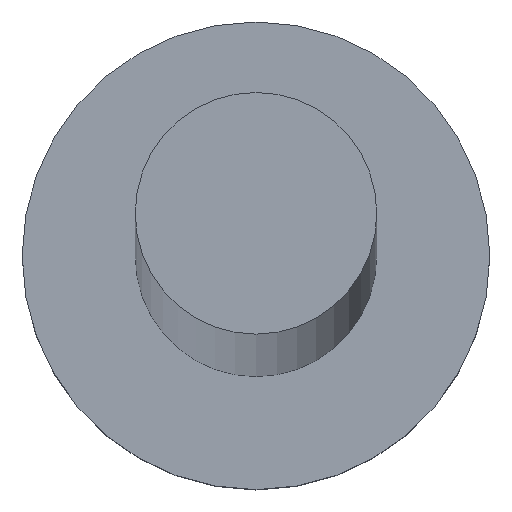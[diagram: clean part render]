
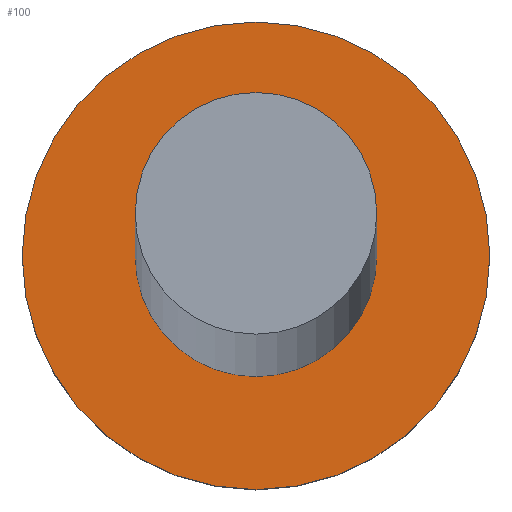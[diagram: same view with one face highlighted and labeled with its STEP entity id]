
A CAD part, top view. The second image highlights one B-rep face of the part: STEP entity #100.
In plain terms, the highlighted planar face has unit normal (0, 0, 1).
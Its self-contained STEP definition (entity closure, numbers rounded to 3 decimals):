
#21 = CARTESIAN_POINT ( 'NONE',  ( 0., 0., 5. ) ) ;
#22 = FACE_BOUND ( 'NONE', #243, .T. ) ;
#24 = CARTESIAN_POINT ( 'NONE',  ( 0., 0., 5. ) ) ;
#36 = EDGE_CURVE ( 'NONE', #245, #162, #158, .T. ) ;
#38 = FACE_OUTER_BOUND ( 'NONE', #229, .T. ) ;
#44 = ORIENTED_EDGE ( 'NONE', *, *, #124, .T. ) ;
#47 = VERTEX_POINT ( 'NONE', #255 ) ;
#56 = CARTESIAN_POINT ( 'NONE',  ( -6., 0., 5. ) ) ;
#71 = DIRECTION ( 'NONE',  ( 0., 0., 1. ) ) ;
#76 = DIRECTION ( 'NONE',  ( 0., 0., 1. ) ) ;
#77 = DIRECTION ( 'NONE',  ( 0., 0., 1. ) ) ;
#93 = DIRECTION ( 'NONE',  ( 0., 0., 1. ) ) ;
#97 = PLANE ( 'NONE',  #179 ) ;
#100 = ADVANCED_FACE ( 'NONE', ( #22, #38 ), #97, .T. ) ;
#101 = ORIENTED_EDGE ( 'NONE', *, *, #111, .F. ) ;
#105 = CIRCLE ( 'NONE', #205, 3.1 ) ;
#107 = VERTEX_POINT ( 'NONE', #171 ) ;
#111 = EDGE_CURVE ( 'NONE', #107, #47, #105, .T. ) ;
#116 = CARTESIAN_POINT ( 'NONE',  ( 0., 0., 5. ) ) ;
#120 = DIRECTION ( 'NONE',  ( 1., 0., 0. ) ) ;
#122 = ORIENTED_EDGE ( 'NONE', *, *, #150, .F. ) ;
#124 = EDGE_CURVE ( 'NONE', #162, #245, #250, .T. ) ;
#129 = CARTESIAN_POINT ( 'NONE',  ( 6., 0., 5. ) ) ;
#132 = CARTESIAN_POINT ( 'NONE',  ( 0., 0., 5. ) ) ;
#135 = AXIS2_PLACEMENT_3D ( 'NONE', #153, #77, #192 ) ;
#150 = EDGE_CURVE ( 'NONE', #47, #107, #218, .T. ) ;
#153 = CARTESIAN_POINT ( 'NONE',  ( 0., 0., 5. ) ) ;
#158 = CIRCLE ( 'NONE', #165, 6. ) ;
#162 = VERTEX_POINT ( 'NONE', #56 ) ;
#165 = AXIS2_PLACEMENT_3D ( 'NONE', #21, #93, #239 ) ;
#171 = CARTESIAN_POINT ( 'NONE',  ( -3.1, 0., 5. ) ) ;
#179 = AXIS2_PLACEMENT_3D ( 'NONE', #132, #76, #120 ) ;
#192 = DIRECTION ( 'NONE',  ( 1., 0., 0. ) ) ;
#194 = DIRECTION ( 'NONE',  ( 0., 0., 1. ) ) ;
#201 = ORIENTED_EDGE ( 'NONE', *, *, #36, .T. ) ;
#205 = AXIS2_PLACEMENT_3D ( 'NONE', #116, #71, #232 ) ;
#218 = CIRCLE ( 'NONE', #246, 3.1 ) ;
#229 = EDGE_LOOP ( 'NONE', ( #44, #201 ) ) ;
#232 = DIRECTION ( 'NONE',  ( 1., 0., 0. ) ) ;
#239 = DIRECTION ( 'NONE',  ( 1., 0., 0. ) ) ;
#243 = EDGE_LOOP ( 'NONE', ( #101, #122 ) ) ;
#245 = VERTEX_POINT ( 'NONE', #129 ) ;
#246 = AXIS2_PLACEMENT_3D ( 'NONE', #24, #194, #253 ) ;
#250 = CIRCLE ( 'NONE', #135, 6. ) ;
#253 = DIRECTION ( 'NONE',  ( 1., 0., 0. ) ) ;
#255 = CARTESIAN_POINT ( 'NONE',  ( 3.1, 0., 5. ) ) ;
